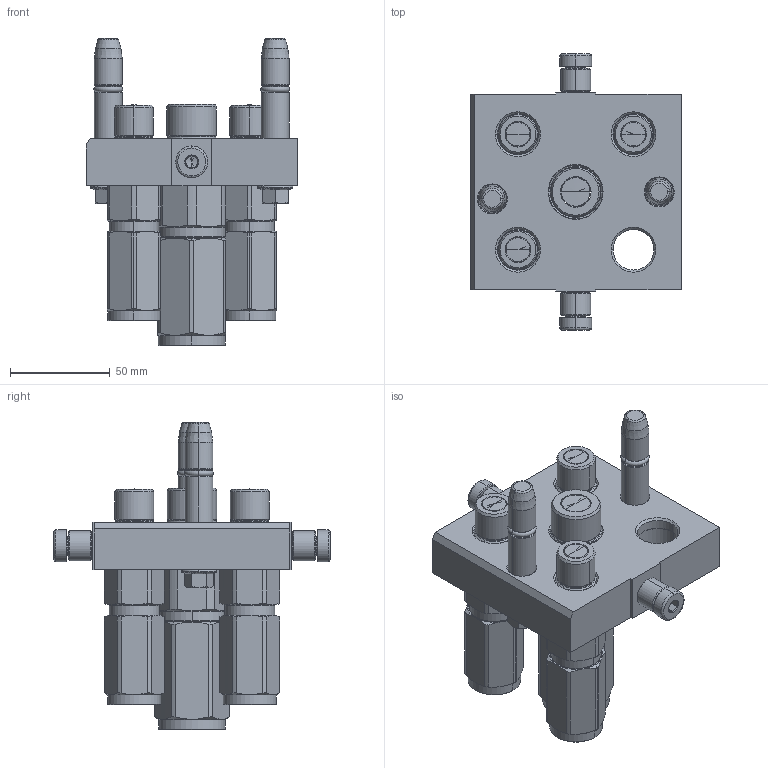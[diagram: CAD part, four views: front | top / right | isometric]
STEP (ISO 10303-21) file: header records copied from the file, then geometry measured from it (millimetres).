
FILE_DESCRIPTION (( 'STEP AP214' ), '1' );
FILE_NAME ('FASTER.step', '2025-03-14T10:13:30', ( '' ), ( '' ), 'SwSTEP 2.0', 'SolidWorks 2017', '' );
FILE_SCHEMA (( 'AUTOMOTIVE_DESIGN' ));
Length unit declared in the file: millimetre
Products named in the file (13): et002; or2_62x9_19_m; 4830_028_1000_011; 4830_013_3000_030; 3ffnp12_gas_m; 1540_080_0008_000; 4830_021_0000_000; 4830_010_0000_011; FASTER; 3ffnp38-12g_m; P506-1_M_BASE
Assembly tree (19 placements, depth 3):
  FASTER
    P506-1_M_BASE
      4830_010_0000_011
      4830_021_0000_000  x2
      1540_080_0008_000  x2
      4830_013_3000_030  x2
      4830_028_1000_011  x2
      or2_62x9_19_m  x2
    3ffnp38-12g_m  x3
      3ffnp38-12g_m
    3ffnp12_gas_m
      3ffnp12_gas_m
    et002
Bounding box: 106.3 x 138.6 x 154.2 mm (x, y, z)
Volume: 2873.9 mm3; surface area: 116189.2 mm2
Topology: 5 solids, 52 shells, 1846 faces, 5335 edges, 3515 vertices
Faces by surface type: plane 1010, cone 333, cylinder 301, torus 111, bspline 91
Entity records: 54554 total; most frequent: CARTESIAN_POINT 14193, ORIENTED_EDGE 7335, DIRECTION 6822, EDGE_CURVE 3931, VECTOR 2686, LINE 2686, VERTEX_POINT 2597, AXIS2_PLACEMENT_3D 2068
